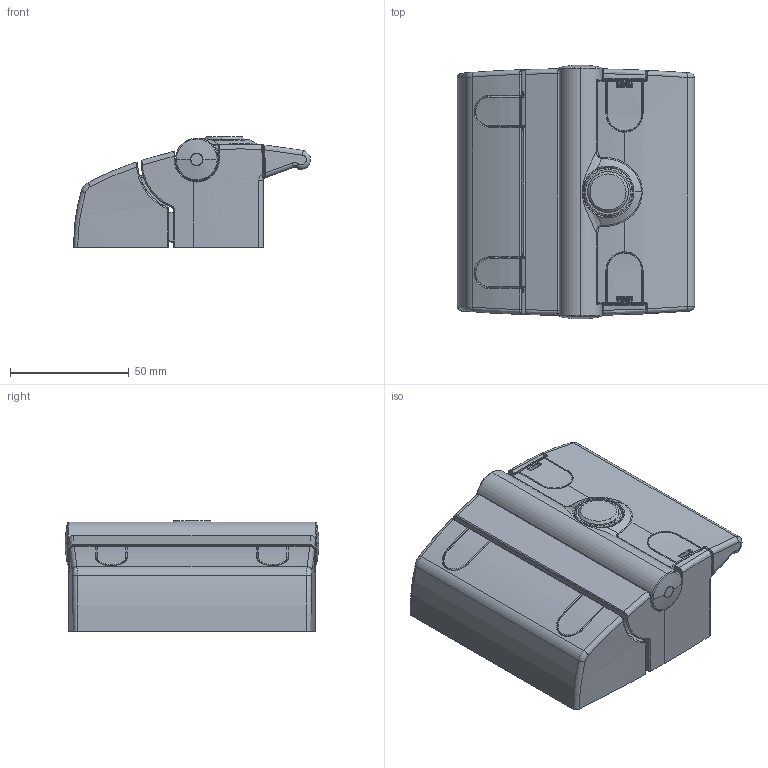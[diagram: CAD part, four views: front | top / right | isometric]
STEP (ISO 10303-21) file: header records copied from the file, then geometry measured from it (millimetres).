
FILE_DESCRIPTION(('STEP AP214'),'1');
FILE_NAME('fath_0957406.stp','2017-10-09T10:26:42',('TraceParts'),('TraceParts S.A.'),'Spatial InterOp 3D',' ',' ');
FILE_SCHEMA(('automotive_design'));
Length unit declared in the file: millimetre
Products named in the file (13): fath_0957406_1; fath_0957406_2; fath_0957406_3; fath_0957406_4; fath_0957406_5; fath_0957406_6; fath_0957406_7; fath_0957406_8; fath_0957406_9; fath_0957406_10; fath_0957406_11; fath_0957406_12; fath_0957406_13
Bounding box: 99.99 x 106.85 x 46.5 mm (x, y, z)
Volume: 126410.2 mm3; surface area: 102930 mm2
Topology: 13 solids, 13 shells, 3627 faces, 9214 edges, 5441 vertices
Faces by surface type: plane 1231, cylinder 1063, bspline 727, torus 388, sphere 128, cone 90
Entity records: 165382 total; most frequent: CARTESIAN_POINT 54384, ORIENTED_EDGE 18084, DIRECTION 16495, EDGE_CURVE 9042, AXIS2_PLACEMENT_3D 6210, VERTEX_POINT 5441, LINE 4075, VECTOR 4075
